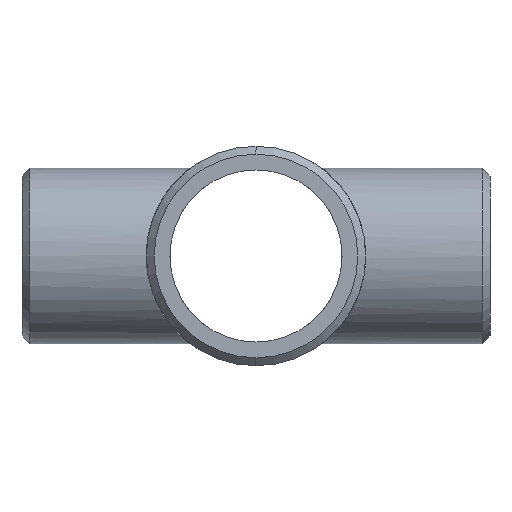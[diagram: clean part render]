
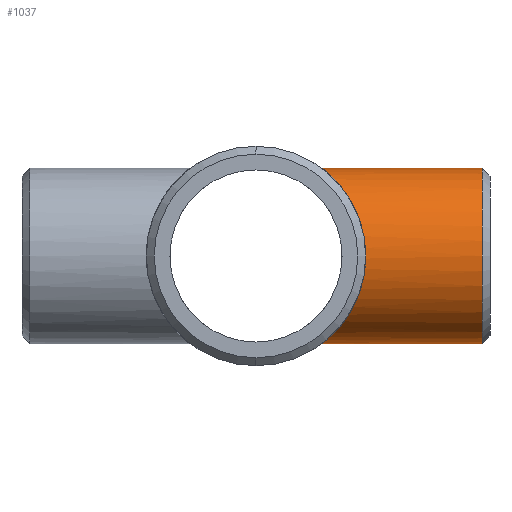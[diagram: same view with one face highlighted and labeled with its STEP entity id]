
A CAD part, left-side view. The second image highlights one B-rep face of the part: STEP entity #1037.
In plain terms, the highlighted cylindrical face has radius 10.668 mm (diameter 21.336 mm), a partial arc.
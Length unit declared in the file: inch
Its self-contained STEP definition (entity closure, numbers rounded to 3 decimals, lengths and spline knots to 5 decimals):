
#11 = LINE ( 'NONE', #977, #938 ) ;
#24 = CARTESIAN_POINT ( 'NONE',  ( -0.22292, -0.3858, 0.35619 ) ) ;
#28 = AXIS2_PLACEMENT_3D ( 'NONE', #642, #830, #301 ) ;
#31 = EDGE_CURVE ( 'NONE', #1059, #265, #11, .T. ) ;
#33 = AXIS2_PLACEMENT_3D ( 'NONE', #1067, #175, #519 ) ;
#41 = CARTESIAN_POINT ( 'NONE',  ( 0., -1.08233, 0.42 ) ) ;
#52 = CARTESIAN_POINT ( 'NONE',  ( -0.41643, -0.52215, -0.0565 ) ) ;
#59 = CARTESIAN_POINT ( 'NONE',  ( -0.21226, -0.37971, -0.36266 ) ) ;
#64 = CARTESIAN_POINT ( 'NONE',  ( -0.3802, -0.49372, -0.17902 ) ) ;
#68 = CARTESIAN_POINT ( 'NONE',  ( -0.01474, -0.315, -0.42 ) ) ;
#74 = ORIENTED_EDGE ( 'NONE', *, *, #31, .T. ) ;
#76 = CARTESIAN_POINT ( 'NONE',  ( -0.40542, -0.5134, -0.11346 ) ) ;
#90 = DIRECTION ( 'NONE',  ( 0., 1., 0. ) ) ;
#116 = CARTESIAN_POINT ( 'NONE',  ( -0.05768, -0.31992, 0.41627 ) ) ;
#131 = CARTESIAN_POINT ( 'NONE',  ( -0.11358, -0.33378, 0.40534 ) ) ;
#142 = CARTESIAN_POINT ( 'NONE',  ( -0.1526, -0.34985, -0.39152 ) ) ;
#154 = CARTESIAN_POINT ( 'NONE',  ( -0.42004, -0.52504, -0.01317 ) ) ;
#159 = CARTESIAN_POINT ( 'NONE',  ( -0.39532, -0.50547, 0.14255 ) ) ;
#163 = CARTESIAN_POINT ( 'NONE',  ( -0.11367, -0.33466, -0.40456 ) ) ;
#172 = B_SPLINE_CURVE_WITH_KNOTS ( 'NONE', 3,
 ( #462, #635, #552, #116, #924, #131, #823, #390, #383, #1007, #24, #917, #476, #741, #396, #747, #1105, #933, #957, #504, #159, #508, #492, #487, #426, #691, #677, #154, #322, #52, #333, #76, #688, #64, #338, #1043, #856, #861, #590, #937, #579, #682, #59, #501, #870, #142, #769, #163, #865, #248, #759, #954, #68, #416 ),
 .UNSPECIFIED., .F., .F.,
 ( 4, 2, 2, 2, 2, 2, 2, 2, 2, 2, 2, 2, 2, 2, 2, 2, 2, 2, 2, 2, 2, 2, 2, 2, 2, 2, 4 ),
 ( 0.03538, 0.03649, 0.03759, 0.0398, 0.04091, 0.04201, 0.04422, 0.04533, 0.04643, 0.04864, 0.04975, 0.05085, 0.05195, 0.05306, 0.05416, 0.05527, 0.05748, 0.05858, 0.05969, 0.0619, 0.06411, 0.06521, 0.06632, 0.06742, 0.06853, 0.06963, 0.07074 ),
 .UNSPECIFIED. ) ;
#175 = DIRECTION ( 'NONE',  ( 0., 1., 0. ) ) ;
#237 = VERTEX_POINT ( 'NONE', #479 ) ;
#248 = CARTESIAN_POINT ( 'NONE',  ( -0.07236, -0.32293, -0.41396 ) ) ;
#265 = VERTEX_POINT ( 'NONE', #1093 ) ;
#292 = DIRECTION ( 'NONE',  ( 0., 1., 0. ) ) ;
#301 = DIRECTION ( 'NONE',  ( 0., 0., -1. ) ) ;
#322 = CARTESIAN_POINT ( 'NONE',  ( -0.41934, -0.52447, -0.02764 ) ) ;
#333 = CARTESIAN_POINT ( 'NONE',  ( -0.41421, -0.52037, -0.071 ) ) ;
#334 = EDGE_CURVE ( 'NONE', #265, #1139, #172, .T. ) ;
#338 = CARTESIAN_POINT ( 'NONE',  ( -0.37404, -0.48899, -0.19152 ) ) ;
#383 = CARTESIAN_POINT ( 'NONE',  ( -0.18865, -0.36704, 0.37548 ) ) ;
#389 = CIRCLE ( 'NONE', #33, 0.42 ) ;
#390 = CARTESIAN_POINT ( 'NONE',  ( -0.17659, -0.36096, 0.38131 ) ) ;
#396 = CARTESIAN_POINT ( 'NONE',  ( -0.31241, -0.44361, 0.28102 ) ) ;
#416 = CARTESIAN_POINT ( 'NONE',  ( 0., -0.315, -0.42 ) ) ;
#426 = CARTESIAN_POINT ( 'NONE',  ( -0.41602, -0.52182, 0.05955 ) ) ;
#453 = ORIENTED_EDGE ( 'NONE', *, *, #652, .F. ) ;
#462 = CARTESIAN_POINT ( 'NONE',  ( 0., -0.315, 0.42 ) ) ;
#476 = CARTESIAN_POINT ( 'NONE',  ( -0.27529, -0.41811, 0.31829 ) ) ;
#479 = CARTESIAN_POINT ( 'NONE',  ( 0., -1.08233, -0.42 ) ) ;
#487 = CARTESIAN_POINT ( 'NONE',  ( -0.4137, -0.51997, 0.07385 ) ) ;
#491 = ORIENTED_EDGE ( 'NONE', *, *, #334, .T. ) ;
#492 = CARTESIAN_POINT ( 'NONE',  ( -0.40771, -0.51522, 0.10188 ) ) ;
#499 = EDGE_CURVE ( 'NONE', #237, #1059, #389, .T. ) ;
#501 = CARTESIAN_POINT ( 'NONE',  ( -0.18909, -0.36727, -0.37526 ) ) ;
#504 = CARTESIAN_POINT ( 'NONE',  ( -0.39027, -0.50152, 0.15584 ) ) ;
#508 = CARTESIAN_POINT ( 'NONE',  ( -0.40402, -0.5123, 0.11562 ) ) ;
#519 = DIRECTION ( 'NONE',  ( 0., 0., -1. ) ) ;
#552 = CARTESIAN_POINT ( 'NONE',  ( -0.02904, -0.31602, 0.41924 ) ) ;
#579 = CARTESIAN_POINT ( 'NONE',  ( -0.25618, -0.40564, -0.33386 ) ) ;
#590 = CARTESIAN_POINT ( 'NONE',  ( -0.31355, -0.44424, -0.28067 ) ) ;
#635 = CARTESIAN_POINT ( 'NONE',  ( -0.01459, -0.315, 0.42 ) ) ;
#642 = CARTESIAN_POINT ( 'NONE',  ( 0., -1.12, 0. ) ) ;
#652 = EDGE_CURVE ( 'NONE', #237, #1139, #728, .T. ) ;
#677 = CARTESIAN_POINT ( 'NONE',  ( -0.41995, -0.52496, 0.01584 ) ) ;
#682 = CARTESIAN_POINT ( 'NONE',  ( -0.22356, -0.38617, -0.3558 ) ) ;
#688 = CARTESIAN_POINT ( 'NONE',  ( -0.39683, -0.5066, -0.1404 ) ) ;
#691 = CARTESIAN_POINT ( 'NONE',  ( -0.41916, -0.52432, 0.03038 ) ) ;
#728 = LINE ( 'NONE', #1090, #736 ) ;
#736 = VECTOR ( 'NONE', #292, 39.37008 ) ;
#741 = CARTESIAN_POINT ( 'NONE',  ( -0.30339, -0.43729, 0.29074 ) ) ;
#747 = CARTESIAN_POINT ( 'NONE',  ( -0.32942, -0.45575, 0.26088 ) ) ;
#759 = CARTESIAN_POINT ( 'NONE',  ( -0.05828, -0.32003, -0.41619 ) ) ;
#769 = CARTESIAN_POINT ( 'NONE',  ( -0.13994, -0.34447, -0.39624 ) ) ;
#823 = CARTESIAN_POINT ( 'NONE',  ( -0.13952, -0.34382, 0.39706 ) ) ;
#830 = DIRECTION ( 'NONE',  ( 0., 1., 0. ) ) ;
#856 = CARTESIAN_POINT ( 'NONE',  ( -0.35366, -0.47357, -0.22696 ) ) ;
#861 = CARTESIAN_POINT ( 'NONE',  ( -0.33081, -0.45668, -0.26016 ) ) ;
#865 = CARTESIAN_POINT ( 'NONE',  ( -0.10002, -0.33023, -0.40816 ) ) ;
#870 = CARTESIAN_POINT ( 'NONE',  ( -0.17718, -0.36125, -0.38103 ) ) ;
#897 = CYLINDRICAL_SURFACE ( 'NONE', #28, 0.42 ) ;
#917 = CARTESIAN_POINT ( 'NONE',  ( -0.25522, -0.40505, 0.33456 ) ) ;
#924 = CARTESIAN_POINT ( 'NONE',  ( -0.07199, -0.32284, 0.41403 ) ) ;
#933 = CARTESIAN_POINT ( 'NONE',  ( -0.36016, -0.47837, 0.21768 ) ) ;
#937 = CARTESIAN_POINT ( 'NONE',  ( -0.27627, -0.41877, -0.31743 ) ) ;
#938 = VECTOR ( 'NONE', #90, 39.37008 ) ;
#943 = EDGE_LOOP ( 'NONE', ( #1084, #74, #491, #453 ) ) ;
#954 = CARTESIAN_POINT ( 'NONE',  ( -0.02953, -0.31606, -0.41921 ) ) ;
#957 = CARTESIAN_POINT ( 'NONE',  ( -0.37346, -0.48851, 0.19418 ) ) ;
#977 = CARTESIAN_POINT ( 'NONE',  ( 0., -1.12, 0.42 ) ) ;
#1007 = CARTESIAN_POINT ( 'NONE',  ( -0.21178, -0.37945, 0.36293 ) ) ;
#1019 = FACE_OUTER_BOUND ( 'NONE', #943, .T. ) ;
#1037 = ADVANCED_FACE ( 'NONE', ( #1019 ), #897, .T. ) ;
#1043 = CARTESIAN_POINT ( 'NONE',  ( -0.36079, -0.47893, -0.21545 ) ) ;
#1044 = CARTESIAN_POINT ( 'NONE',  ( 0., -0.315, -0.42 ) ) ;
#1059 = VERTEX_POINT ( 'NONE', #41 ) ;
#1067 = CARTESIAN_POINT ( 'NONE',  ( 0., -1.08233, 0. ) ) ;
#1084 = ORIENTED_EDGE ( 'NONE', *, *, #499, .T. ) ;
#1090 = CARTESIAN_POINT ( 'NONE',  ( 0., -1.12, -0.42 ) ) ;
#1093 = CARTESIAN_POINT ( 'NONE',  ( 0., -0.315, 0.42 ) ) ;
#1105 = CARTESIAN_POINT ( 'NONE',  ( -0.33745, -0.4616, 0.2504 ) ) ;
#1139 = VERTEX_POINT ( 'NONE', #1044 ) ;
